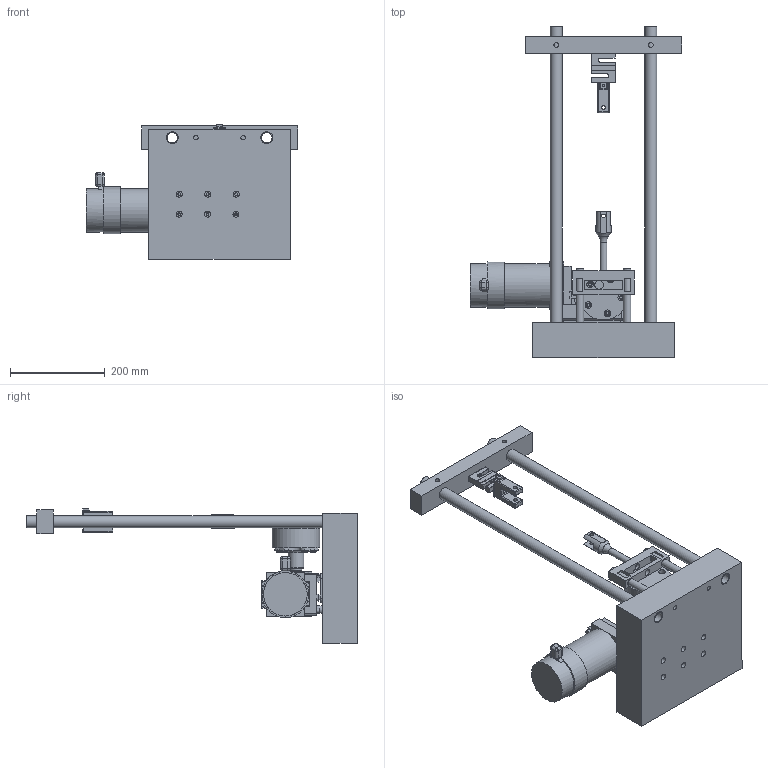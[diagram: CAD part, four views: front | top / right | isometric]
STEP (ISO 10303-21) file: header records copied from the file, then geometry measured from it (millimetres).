
FILE_DESCRIPTION (( 'STEP AP214' ), '1' );
FILE_NAME ('Shock Dyno for FEA.STEP', '2019-02-12T17:35:11', ( '' ), ( '' ), 'SwSTEP 2.0', 'SolidWorks 2018', '' );
FILE_SCHEMA (( 'AUTOMOTIVE_DESIGN' ));
Length unit declared in the file: millimetre
Products named in the file (17): Cam Follower; S Load Cell; Top; Guide Tubes; motor body; connection plate; JointCrank; Motor Coupler; Crank Insert shock side; Linear Slider Crank bozx; pin; Cam Follower Assem; motor assem; Small guide Tubes; Shock Dyno for FEA; Shock-Pot Mount; Mounting Base
Assembly tree (16 placements, depth 3):
  Shock Dyno for FEA
    Shock-Pot Mount
    Crank Insert shock side
    S Load Cell
    JointCrank
    motor assem
      motor body
      pin
      connection plate
      Motor Coupler
    Guide Tubes
    Top
    Small guide Tubes
    Cam Follower Assem
      Linear Slider Crank bozx
      Cam Follower
    Mounting Base
Bounding box: 446.5 x 700 x 285.5 mm (x, y, z)
Volume: 9604581.4 mm3; surface area: 860443.2 mm2
Topology: 21 solids, 21 shells, 607 faces, 1454 edges, 903 vertices
Faces by surface type: plane 271, cylinder 259, torus 35, sphere 29, cone 13
Full cylindrical faces by diameter (mm): 5 x4, 6 x16, 6.5 x3, 7 x6, 8 x8, 8.429 x15, 9.35 x2, 10 x10, 12 x2, 12.7 x6, 13 x2, 13.386 x2, 14 x6, 15 x5, 16 x4, 16.078 x2, 17 x1, 19 x1, 21 x1, 22.2 x2, 24 x1, 25.4 x7, 33 x1, 92 x2, 99 x1, 101.6 x1
Entity records: 18602 total; most frequent: CARTESIAN_POINT 3384, DIRECTION 2986, ORIENTED_EDGE 2448, EDGE_CURVE 1224, AXIS2_PLACEMENT_3D 1179, EDGE_LOOP 911, VERTEX_POINT 853, FACE_OUTER_BOUND 745
